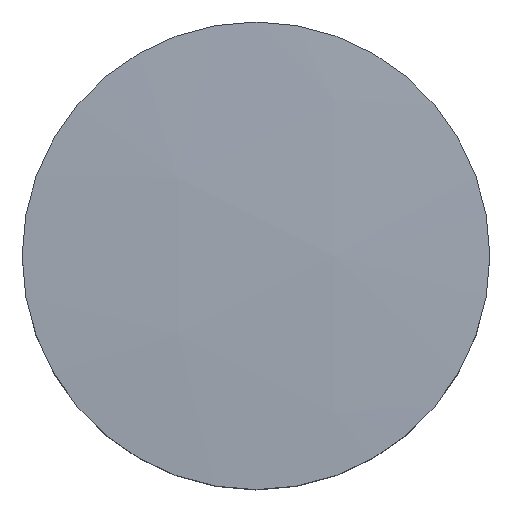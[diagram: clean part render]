
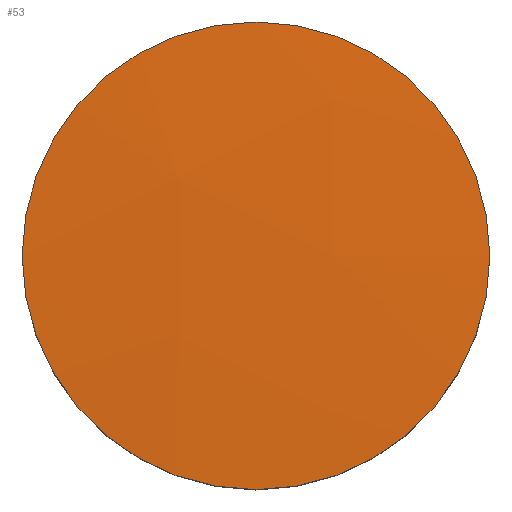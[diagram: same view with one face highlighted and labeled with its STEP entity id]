
A CAD part, top view. The second image highlights one B-rep face of the part: STEP entity #53.
In plain terms, the highlighted spherical face has radius 107.03 mm.
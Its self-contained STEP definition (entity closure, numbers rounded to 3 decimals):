
#18=FACE_OUTER_BOUND('',#21,.T.);
#21=EDGE_LOOP('',(#38,#39));
#25=CIRCLE('',#79,6.25);
#26=CIRCLE('',#80,6.25);
#29=VERTEX_POINT('',#106);
#30=VERTEX_POINT('',#107);
#33=EDGE_CURVE('',#29,#30,#25,.T.);
#34=EDGE_CURVE('',#30,#29,#26,.T.);
#38=ORIENTED_EDGE('',*,*,#33,.T.);
#39=ORIENTED_EDGE('',*,*,#34,.T.);
#47=SPHERICAL_SURFACE('',#78,107.03);
#53=ADVANCED_FACE('',(#18),#47,.T.);
#78=AXIS2_PLACEMENT_3D('',#105,#90,#91);
#79=AXIS2_PLACEMENT_3D('',#108,#92,#93);
#80=AXIS2_PLACEMENT_3D('',#109,#94,#95);
#90=DIRECTION('center_axis',(-1.,0.,0.));
#91=DIRECTION('ref_axis',(0.,-1.,0.));
#92=DIRECTION('center_axis',(0.,0.,1.));
#93=DIRECTION('ref_axis',(0.814,-0.581,0.));
#94=DIRECTION('center_axis',(0.,0.,1.));
#95=DIRECTION('ref_axis',(0.814,-0.581,0.));
#105=CARTESIAN_POINT('Origin',(0.,0.,-100.78));
#106=CARTESIAN_POINT('',(6.25,0.,6.067));
#107=CARTESIAN_POINT('',(-6.25,0.,6.067));
#108=CARTESIAN_POINT('Origin',(0.,0.,
6.067));
#109=CARTESIAN_POINT('Origin',(0.,0.,
6.067));
